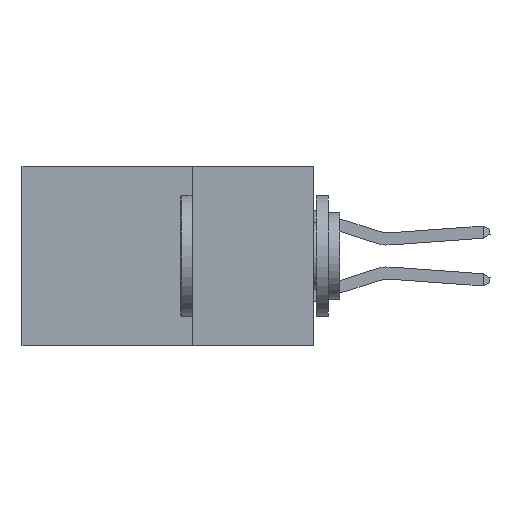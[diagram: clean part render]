
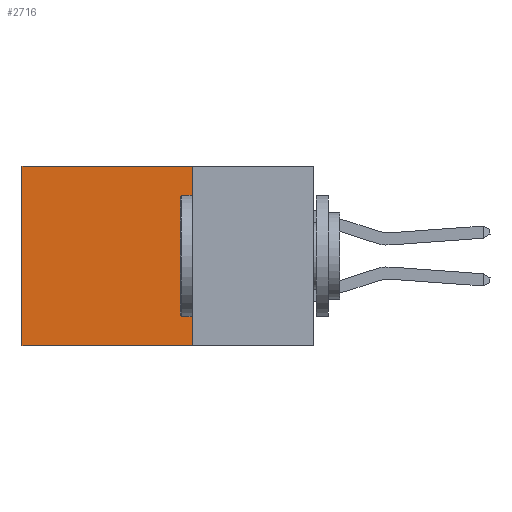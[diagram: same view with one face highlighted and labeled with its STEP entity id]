
A CAD part, left-side view. The second image highlights one B-rep face of the part: STEP entity #2716.
In plain terms, the highlighted planar face has unit normal (-1, 0, 0).
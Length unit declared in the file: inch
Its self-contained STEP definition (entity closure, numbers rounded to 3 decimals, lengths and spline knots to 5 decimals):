
#2088 = VERTEX_POINT ( 'NONE', #31263 ) ;
#2465 = LINE ( 'NONE', #37921, #30318 ) ;
#2716 = ADVANCED_FACE ( 'NONE', ( #35439 ), #31391, .F. ) ;
#3094 = VERTEX_POINT ( 'NONE', #23731 ) ;
#4357 = DIRECTION ( 'NONE',  ( 0., 0., -1. ) ) ;
#5368 = DIRECTION ( 'NONE',  ( 0., 1., 0. ) ) ;
#7343 = VERTEX_POINT ( 'NONE', #14794 ) ;
#7424 = DIRECTION ( 'NONE',  ( 0., 0., -1. ) ) ;
#9731 = DIRECTION ( 'NONE',  ( 0., 1., 0. ) ) ;
#12606 = VECTOR ( 'NONE', #4357, 39.37008 ) ;
#13191 = EDGE_CURVE ( 'NONE', #3094, #7343, #2465, .T. ) ;
#13704 = CARTESIAN_POINT ( 'NONE',  ( 0.2875, 0.25, 0. ) ) ;
#14638 = CARTESIAN_POINT ( 'NONE',  ( 0.2875, 0.25, -0.37 ) ) ;
#14794 = CARTESIAN_POINT ( 'NONE',  ( 0.2875, 0.6, -0.37 ) ) ;
#15295 = VECTOR ( 'NONE', #5368, 39.37008 ) ;
#18879 = ORIENTED_EDGE ( 'NONE', *, *, #13191, .T. ) ;
#19751 = AXIS2_PLACEMENT_3D ( 'NONE', #22549, #34267, #7424 ) ;
#22549 = CARTESIAN_POINT ( 'NONE',  ( 0.2875, 0.25, 0. ) ) ;
#22788 = EDGE_CURVE ( 'NONE', #34025, #3094, #34184, .T. ) ;
#23071 = DIRECTION ( 'NONE',  ( 0., 0., -1. ) ) ;
#23731 = CARTESIAN_POINT ( 'NONE',  ( 0.2875, 0.6, 0. ) ) ;
#24251 = CARTESIAN_POINT ( 'NONE',  ( 0.2875, 0.25, 0. ) ) ;
#24325 = EDGE_CURVE ( 'NONE', #2088, #7343, #34574, .T. ) ;
#25106 = EDGE_LOOP ( 'NONE', ( #18879, #32994, #25275, #34859 ) ) ;
#25275 = ORIENTED_EDGE ( 'NONE', *, *, #29895, .F. ) ;
#29895 = EDGE_CURVE ( 'NONE', #34025, #2088, #34743, .T. ) ;
#30318 = VECTOR ( 'NONE', #23071, 39.37008 ) ;
#31263 = CARTESIAN_POINT ( 'NONE',  ( 0.2875, 0.25, -0.37 ) ) ;
#31391 = PLANE ( 'NONE',  #19751 ) ;
#32310 = VECTOR ( 'NONE', #9731, 39.37008 ) ;
#32994 = ORIENTED_EDGE ( 'NONE', *, *, #24325, .F. ) ;
#34025 = VERTEX_POINT ( 'NONE', #36400 ) ;
#34184 = LINE ( 'NONE', #24251, #32310 ) ;
#34267 = DIRECTION ( 'NONE',  ( 1., 0., 0. ) ) ;
#34574 = LINE ( 'NONE', #14638, #15295 ) ;
#34743 = LINE ( 'NONE', #13704, #12606 ) ;
#34859 = ORIENTED_EDGE ( 'NONE', *, *, #22788, .T. ) ;
#35439 = FACE_OUTER_BOUND ( 'NONE', #25106, .T. ) ;
#36400 = CARTESIAN_POINT ( 'NONE',  ( 0.2875, 0.25, 0. ) ) ;
#37921 = CARTESIAN_POINT ( 'NONE',  ( 0.2875, 0.6, 0. ) ) ;
